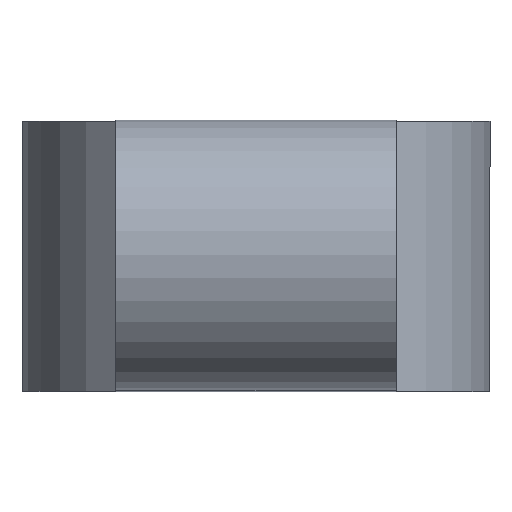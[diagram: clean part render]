
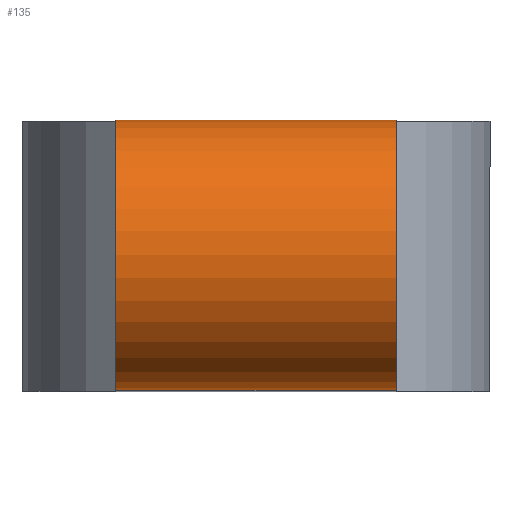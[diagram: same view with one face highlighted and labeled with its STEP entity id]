
A CAD part, top view. The second image highlights one B-rep face of the part: STEP entity #135.
In plain terms, the highlighted cylindrical face has radius 26.5 mm (diameter 53 mm), a partial arc.
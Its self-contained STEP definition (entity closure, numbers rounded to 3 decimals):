
#25=FACE_OUTER_BOUND('',#34,.T.);
#34=EDGE_LOOP('',(#110,#111,#112,#113));
#41=CIRCLE('',#167,26.5);
#42=CIRCLE('',#170,26.5);
#50=LINE('',#238,#59);
#54=LINE('',#247,#63);
#59=VECTOR('',#192,10.);
#63=VECTOR('',#202,10.);
#69=VERTEX_POINT('',#235);
#70=VERTEX_POINT('',#237);
#71=VERTEX_POINT('',#241);
#72=VERTEX_POINT('',#245);
#82=EDGE_CURVE('',#70,#69,#50,.T.);
#85=EDGE_CURVE('',#71,#69,#41,.T.);
#87=EDGE_CURVE('',#71,#72,#54,.T.);
#88=EDGE_CURVE('',#70,#72,#42,.T.);
#110=ORIENTED_EDGE('',*,*,#87,.T.);
#111=ORIENTED_EDGE('',*,*,#88,.F.);
#112=ORIENTED_EDGE('',*,*,#82,.T.);
#113=ORIENTED_EDGE('',*,*,#85,.F.);
#129=CYLINDRICAL_SURFACE('',#169,26.5);
#135=ADVANCED_FACE('',(#25),#129,.T.);
#167=AXIS2_PLACEMENT_3D('',#243,#197,#198);
#169=AXIS2_PLACEMENT_3D('',#248,#203,#204);
#170=AXIS2_PLACEMENT_3D('',#249,#205,#206);
#192=DIRECTION('',(-1.,0.,0.));
#197=DIRECTION('center_axis',(-1.,0.,0.));
#198=DIRECTION('ref_axis',(0.,1.,0.));
#202=DIRECTION('',(1.,0.,0.));
#203=DIRECTION('center_axis',(1.,0.,0.));
#204=DIRECTION('ref_axis',(0.,1.,0.));
#205=DIRECTION('center_axis',(1.,0.,0.));
#206=DIRECTION('ref_axis',(0.,1.,0.));
#235=CARTESIAN_POINT('',(-27.5,26.5,0.));
#237=CARTESIAN_POINT('',(27.5,26.5,0.));
#238=CARTESIAN_POINT('',(0.,26.5,0.));
#241=CARTESIAN_POINT('',(-27.5,-26.5,0.));
#243=CARTESIAN_POINT('Origin',(-27.5,0.,0.));
#245=CARTESIAN_POINT('',(27.5,-26.5,0.));
#247=CARTESIAN_POINT('',(0.,-26.5,0.));
#248=CARTESIAN_POINT('Origin',(0.,0.,0.));
#249=CARTESIAN_POINT('Origin',(27.5,0.,0.));
